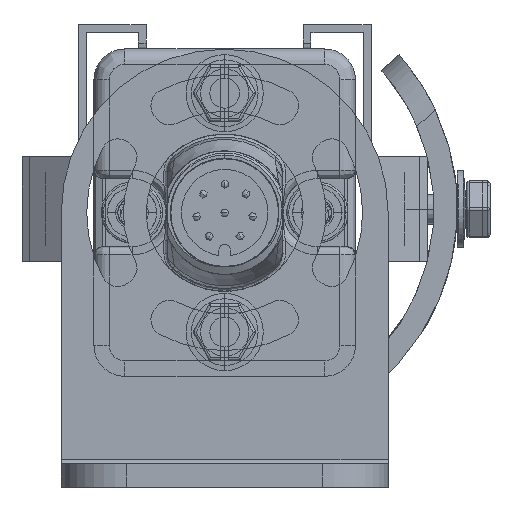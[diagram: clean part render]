
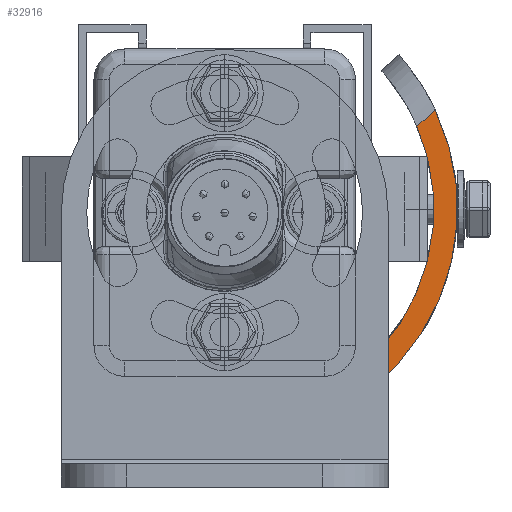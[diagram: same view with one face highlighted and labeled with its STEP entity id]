
A CAD part, front view. The second image highlights one B-rep face of the part: STEP entity #32916.
In plain terms, the highlighted face is planar.
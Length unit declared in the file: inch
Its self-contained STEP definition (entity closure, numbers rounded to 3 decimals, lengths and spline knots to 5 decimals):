
#31896=DIRECTION('',(1.,0.,0.));
#31897=VECTOR('',#31896,0.375);
#31898=CARTESIAN_POINT('',(0.,0.16,-1.11));
#31899=LINE('',#31898,#31897);
#31917=DIRECTION('',(0.,1.,0.));
#31918=VECTOR('',#31917,0.09);
#31919=CARTESIAN_POINT('',(0.375,0.16,-1.11));
#31920=LINE('',#31919,#31918);
#31938=DIRECTION('',(1.,0.,0.));
#31939=VECTOR('',#31938,0.375);
#31940=CARTESIAN_POINT('',(0.,0.25,-1.11));
#31941=LINE('',#31940,#31939);
#32132=DIRECTION('',(0.749,-0.663,0.));
#32133=VECTOR('',#32132,0.09423);
#32134=CARTESIAN_POINT('',(-0.80539,1.42875,-1.11));
#32135=LINE('',#32134,#32133);
#32164=CARTESIAN_POINT('',(0.,1.05,-1.11));
#32165=DIRECTION('',(0.,0.,-1.));
#32166=DIRECTION('',(0.,-1.,0.));
#32167=AXIS2_PLACEMENT_3D('',#32164,#32165,#32166);
#32169=CARTESIAN_POINT('',(0.,1.05,-1.11));
#32170=DIRECTION('',(0.,0.,1.));
#32171=DIRECTION('',(-0.905,0.426,0.));
#32172=AXIS2_PLACEMENT_3D('',#32169,#32170,#32171);
#32330=CARTESIAN_POINT('',(0.,0.25,-1.11));
#32331=VERTEX_POINT('',#32330);
#32332=CARTESIAN_POINT('',(0.,0.16,-1.11));
#32333=VERTEX_POINT('',#32332);
#32354=CARTESIAN_POINT('',(0.375,0.16,-1.11));
#32355=VERTEX_POINT('',#32354);
#32356=CARTESIAN_POINT('',(0.375,0.25,-1.11));
#32357=VERTEX_POINT('',#32356);
#32365=CARTESIAN_POINT('',(-0.80539,1.42875,-1.11));
#32366=CARTESIAN_POINT('',(-0.73481,1.36631,-1.11));
#32367=VERTEX_POINT('',#32365);
#32368=VERTEX_POINT('',#32366);
#32903=CARTESIAN_POINT('',(0.,0.16,-1.11));
#32904=DIRECTION('',(0.,0.,-1.));
#32905=DIRECTION('',(1.,0.,0.));
#32906=AXIS2_PLACEMENT_3D('',#32903,#32904,#32905);
#32907=PLANE('',#32906);
#32908=ORIENTED_EDGE('',*,*,#32640,.T.);
#32909=ORIENTED_EDGE('',*,*,#32657,.T.);
#32910=ORIENTED_EDGE('',*,*,#32673,.F.);
#32911=ORIENTED_EDGE('',*,*,#32837,.T.);
#32912=ORIENTED_EDGE('',*,*,#32895,.F.);
#32913=ORIENTED_EDGE('',*,*,#32779,.T.);
#32914=EDGE_LOOP('',(#32908,#32909,#32910,#32911,#32912,#32913));
#32915=FACE_OUTER_BOUND('',#32914,.F.);
#32916=ADVANCED_FACE('',(#32915),#32907,.T.);
#32168=CIRCLE('',#32167,0.8);
#32173=CIRCLE('',#32172,0.89);
#32640=EDGE_CURVE('',#32333,#32355,#31899,.T.);
#32657=EDGE_CURVE('',#32355,#32357,#31920,.T.);
#32673=EDGE_CURVE('',#32331,#32357,#31941,.T.);
#32779=EDGE_CURVE('',#32367,#32333,#32173,.T.);
#32837=EDGE_CURVE('',#32331,#32368,#32168,.T.);
#32895=EDGE_CURVE('',#32367,#32368,#32135,.T.);
